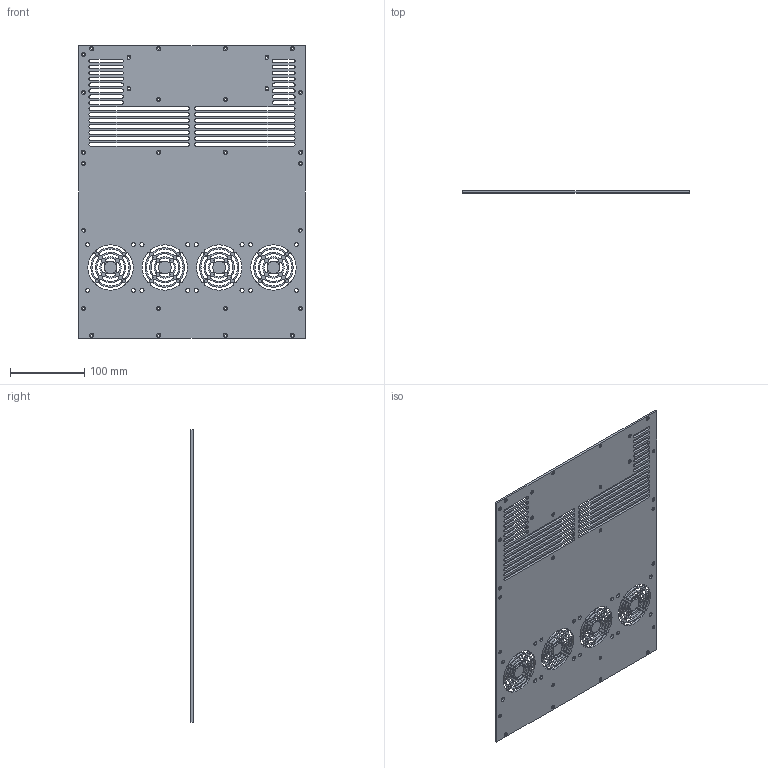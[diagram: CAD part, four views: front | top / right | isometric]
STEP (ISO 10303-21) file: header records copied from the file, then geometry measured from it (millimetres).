
FILE_DESCRIPTION (( 'STEP AP214' ), '1' );
FILE_NAME ('Backpanel_No-Counterbore.STEP', '2022-05-03T09:06:43', ( '' ), ( '' ), 'SwSTEP 2.0', 'SolidWorks 2022', '' );
FILE_SCHEMA (( 'AUTOMOTIVE_DESIGN' ));
Length unit declared in the file: millimetre
Products named in the file (1): Backpanel_No-Counterbore
Bounding box: 304 x 3 x 393 mm (x, y, z)
Volume: 298051.5 mm3; surface area: 231953.9 mm2
Topology: 1 solids, 1 shells, 626 faces, 1814 edges, 1190 vertices
Faces by surface type: cylinder 502, plane 66, cone 58
Entity records: 21746 total; most frequent: DIRECTION 4130, CARTESIAN_POINT 3631, ORIENTED_EDGE 3628, EDGE_CURVE 1814, AXIS2_PLACEMENT_3D 1689, VERTEX_POINT 1190, CIRCLE 1062, EDGE_LOOP 904
